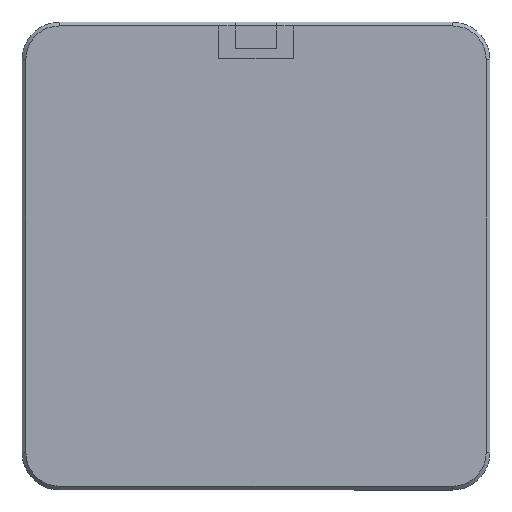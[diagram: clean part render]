
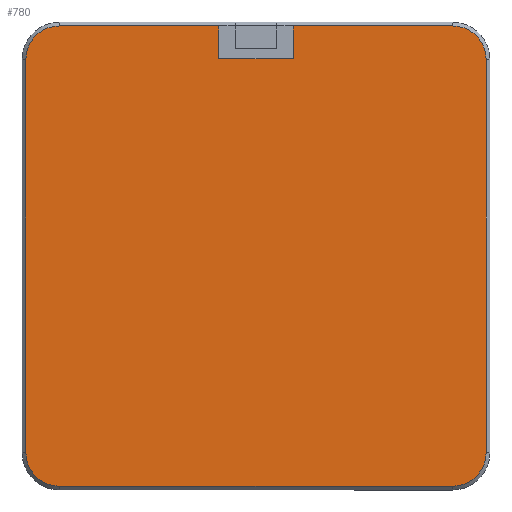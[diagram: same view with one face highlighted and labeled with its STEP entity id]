
A CAD part, front view. The second image highlights one B-rep face of the part: STEP entity #780.
In plain terms, the highlighted planar face has unit normal (0, -1, 0).
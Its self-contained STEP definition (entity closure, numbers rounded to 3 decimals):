
#135 = ORIENTED_EDGE ( 'NONE', *, *, #8772, .T. ) ;
#240 = LINE ( 'NONE', #5563, #630 ) ;
#410 = DIRECTION ( 'NONE',  ( 0., 0., -1. ) ) ;
#414 = LINE ( 'NONE', #4984, #3433 ) ;
#630 = VECTOR ( 'NONE', #13402, 1000. ) ;
#663 = CARTESIAN_POINT ( 'NONE',  ( 2., -0.01, 10.55 ) ) ;
#708 = AXIS2_PLACEMENT_3D ( 'NONE', #4727, #13840, #6010 ) ;
#780 = ADVANCED_FACE ( 'NONE', ( #6322 ), #15767, .T. ) ;
#842 = CARTESIAN_POINT ( 'NONE',  ( 12.3, -0.01, -10.5 ) ) ;
#925 = EDGE_CURVE ( 'NONE', #3736, #7359, #11677, .T. ) ;
#1249 = ORIENTED_EDGE ( 'NONE', *, *, #7735, .F. ) ;
#1295 = CIRCLE ( 'NONE', #708, 1.8 ) ;
#1425 = VERTEX_POINT ( 'NONE', #10544 ) ;
#1457 = LINE ( 'NONE', #9293, #14480 ) ;
#1852 = AXIS2_PLACEMENT_3D ( 'NONE', #14721, #14380, #14326 ) ;
#2133 = DIRECTION ( 'NONE',  ( -1., 0., 0. ) ) ;
#2144 = VERTEX_POINT ( 'NONE', #10663 ) ;
#2236 = VERTEX_POINT ( 'NONE', #6963 ) ;
#2488 = EDGE_CURVE ( 'NONE', #10226, #6064, #414, .T. ) ;
#2626 = DIRECTION ( 'NONE',  ( 0., 0., -1. ) ) ;
#2889 = ORIENTED_EDGE ( 'NONE', *, *, #7897, .T. ) ;
#2915 = CARTESIAN_POINT ( 'NONE',  ( 2., -0.01, 0. ) ) ;
#3433 = VECTOR ( 'NONE', #5038, 1000. ) ;
#3508 = ORIENTED_EDGE ( 'NONE', *, *, #2488, .T. ) ;
#3736 = VERTEX_POINT ( 'NONE', #4488 ) ;
#4118 = DIRECTION ( 'NONE',  ( 1., 0., 0. ) ) ;
#4488 = CARTESIAN_POINT ( 'NONE',  ( -10.5, -0.01, 12.3 ) ) ;
#4549 = DIRECTION ( 'NONE',  ( 0., 0., -1. ) ) ;
#4608 = CARTESIAN_POINT ( 'NONE',  ( 12.3, -0.01, 10.5 ) ) ;
#4672 = DIRECTION ( 'NONE',  ( 0., -1., 0. ) ) ;
#4727 = CARTESIAN_POINT ( 'NONE',  ( 10.5, -0.01, 10.5 ) ) ;
#4733 = CARTESIAN_POINT ( 'NONE',  ( -10.5, -0.01, 10.5 ) ) ;
#4976 = EDGE_CURVE ( 'NONE', #9845, #11827, #11272, .T. ) ;
#4978 = EDGE_CURVE ( 'NONE', #6064, #12975, #1295, .T. ) ;
#4984 = CARTESIAN_POINT ( 'NONE',  ( 12.3, -0.01, 0. ) ) ;
#5038 = DIRECTION ( 'NONE',  ( 0., 0., 1. ) ) ;
#5071 = CIRCLE ( 'NONE', #8982, 1.8 ) ;
#5563 = CARTESIAN_POINT ( 'NONE',  ( -12.3, -0.01, 0. ) ) ;
#6010 = DIRECTION ( 'NONE',  ( 0., 0., -1. ) ) ;
#6064 = VERTEX_POINT ( 'NONE', #4608 ) ;
#6119 = CARTESIAN_POINT ( 'NONE',  ( 0., -0.01, 12.3 ) ) ;
#6172 = CARTESIAN_POINT ( 'NONE',  ( 10.5, -0.01, -10.5 ) ) ;
#6322 = FACE_OUTER_BOUND ( 'NONE', #10618, .T. ) ;
#6791 = EDGE_CURVE ( 'NONE', #12102, #2236, #1457, .T. ) ;
#6816 = VERTEX_POINT ( 'NONE', #8166 ) ;
#6840 = EDGE_CURVE ( 'NONE', #7359, #2144, #240, .T. ) ;
#6963 = CARTESIAN_POINT ( 'NONE',  ( 10.5, -0.01, -12.3 ) ) ;
#7044 = AXIS2_PLACEMENT_3D ( 'NONE', #4733, #4672, #4549 ) ;
#7359 = VERTEX_POINT ( 'NONE', #11485 ) ;
#7503 = DIRECTION ( 'NONE',  ( 0., 0., -1. ) ) ;
#7735 = EDGE_CURVE ( 'NONE', #6816, #9845, #13634, .T. ) ;
#7798 = VECTOR ( 'NONE', #8591, 1000. ) ;
#7897 = EDGE_CURVE ( 'NONE', #2144, #12102, #5071, .T. ) ;
#8166 = CARTESIAN_POINT ( 'NONE',  ( -2., -0.01, 12.3 ) ) ;
#8191 = DIRECTION ( 'NONE',  ( 0., -1., 0. ) ) ;
#8428 = EDGE_CURVE ( 'NONE', #12975, #1425, #8507, .T. ) ;
#8507 = LINE ( 'NONE', #9926, #12408 ) ;
#8591 = DIRECTION ( 'NONE',  ( 1., 0., 0. ) ) ;
#8772 = EDGE_CURVE ( 'NONE', #2236, #10226, #12386, .T. ) ;
#8982 = AXIS2_PLACEMENT_3D ( 'NONE', #16006, #8191, #410 ) ;
#9078 = ORIENTED_EDGE ( 'NONE', *, *, #4978, .T. ) ;
#9170 = CARTESIAN_POINT ( 'NONE',  ( -10.5, -0.01, -12.3 ) ) ;
#9293 = CARTESIAN_POINT ( 'NONE',  ( 0., -0.01, -12.3 ) ) ;
#9298 = CARTESIAN_POINT ( 'NONE',  ( -2., -0.01, 10.55 ) ) ;
#9349 = VECTOR ( 'NONE', #2626, 1000. ) ;
#9845 = VERTEX_POINT ( 'NONE', #9298 ) ;
#9890 = EDGE_CURVE ( 'NONE', #1425, #11827, #11362, .T. ) ;
#9926 = CARTESIAN_POINT ( 'NONE',  ( 0., -0.01, 12.3 ) ) ;
#10226 = VERTEX_POINT ( 'NONE', #842 ) ;
#10544 = CARTESIAN_POINT ( 'NONE',  ( 2., -0.01, 12.3 ) ) ;
#10618 = EDGE_LOOP ( 'NONE', ( #11130, #11135, #15500, #1249, #13525, #13407, #16117, #2889, #15708, #135, #3508, #9078 ) ) ;
#10663 = CARTESIAN_POINT ( 'NONE',  ( -12.3, -0.01, -10.5 ) ) ;
#10712 = EDGE_CURVE ( 'NONE', #6816, #3736, #15416, .T. ) ;
#11130 = ORIENTED_EDGE ( 'NONE', *, *, #8428, .T. ) ;
#11135 = ORIENTED_EDGE ( 'NONE', *, *, #9890, .T. ) ;
#11272 = LINE ( 'NONE', #15111, #7798 ) ;
#11362 = LINE ( 'NONE', #2915, #13982 ) ;
#11485 = CARTESIAN_POINT ( 'NONE',  ( -12.3, -0.01, 10.5 ) ) ;
#11677 = CIRCLE ( 'NONE', #7044, 1.8 ) ;
#11827 = VERTEX_POINT ( 'NONE', #663 ) ;
#11949 = VECTOR ( 'NONE', #12774, 1000. ) ;
#12002 = DIRECTION ( 'NONE',  ( 0., 0., -1. ) ) ;
#12102 = VERTEX_POINT ( 'NONE', #9170 ) ;
#12386 = CIRCLE ( 'NONE', #13788, 1.8 ) ;
#12408 = VECTOR ( 'NONE', #2133, 1000. ) ;
#12774 = DIRECTION ( 'NONE',  ( -1., 0., 0. ) ) ;
#12975 = VERTEX_POINT ( 'NONE', #15418 ) ;
#13402 = DIRECTION ( 'NONE',  ( 0., 0., -1. ) ) ;
#13407 = ORIENTED_EDGE ( 'NONE', *, *, #925, .T. ) ;
#13525 = ORIENTED_EDGE ( 'NONE', *, *, #10712, .T. ) ;
#13634 = LINE ( 'NONE', #15687, #9349 ) ;
#13788 = AXIS2_PLACEMENT_3D ( 'NONE', #6172, #15330, #7503 ) ;
#13840 = DIRECTION ( 'NONE',  ( 0., -1., 0. ) ) ;
#13982 = VECTOR ( 'NONE', #12002, 1000. ) ;
#14326 = DIRECTION ( 'NONE',  ( 0., 0., -1. ) ) ;
#14380 = DIRECTION ( 'NONE',  ( 0., -1., 0. ) ) ;
#14480 = VECTOR ( 'NONE', #4118, 1000. ) ;
#14721 = CARTESIAN_POINT ( 'NONE',  ( 0., -0.01, 0. ) ) ;
#15111 = CARTESIAN_POINT ( 'NONE',  ( 0., -0.01, 10.55 ) ) ;
#15330 = DIRECTION ( 'NONE',  ( 0., -1., 0. ) ) ;
#15416 = LINE ( 'NONE', #6119, #11949 ) ;
#15418 = CARTESIAN_POINT ( 'NONE',  ( 10.5, -0.01, 12.3 ) ) ;
#15500 = ORIENTED_EDGE ( 'NONE', *, *, #4976, .F. ) ;
#15687 = CARTESIAN_POINT ( 'NONE',  ( -2., -0.01, 0. ) ) ;
#15708 = ORIENTED_EDGE ( 'NONE', *, *, #6791, .T. ) ;
#15767 = PLANE ( 'NONE',  #1852 ) ;
#16006 = CARTESIAN_POINT ( 'NONE',  ( -10.5, -0.01, -10.5 ) ) ;
#16117 = ORIENTED_EDGE ( 'NONE', *, *, #6840, .T. ) ;
